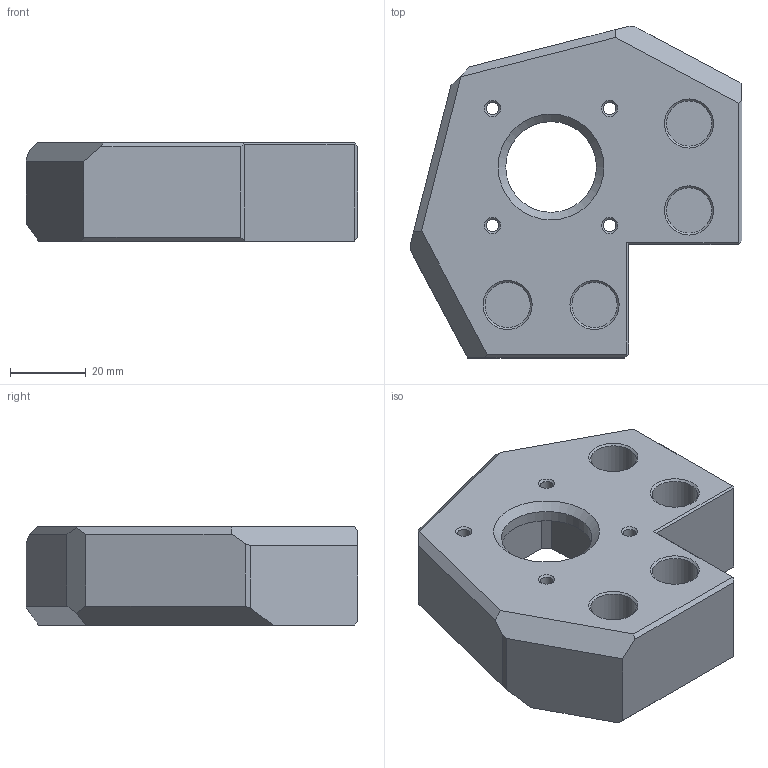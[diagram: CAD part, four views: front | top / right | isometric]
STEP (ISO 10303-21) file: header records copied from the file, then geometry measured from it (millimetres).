
FILE_DESCRIPTION(/* description */ ('STEP AP214'),/* implementation_level */ '2;1');
FILE_NAME(/* name */ '603a469583511015a261eee6',/* time_stamp */ '2021-02-27T13:18:14+00:00',/* author */ (''),/* organization */ (''),/* preprocessor_version */ 'ST-DEVELOPER v18.1',/* originating_system */ ' ',/* authorisation */ ' ');
FILE_SCHEMA (('AUTOMOTIVE_DESIGN {1 0 10303 214 3 1 1}'));
Length unit declared in the file: metre
Products named in the file (1): lead_screw_motor_cage_front
Bounding box: 87.81 x 87.81 x 26 mm (x, y, z)
Volume: 95465.3 mm3; surface area: 24767.3 mm2
Topology: 1 solids, 1 shells, 66 faces, 154 edges, 99 vertices
Faces by surface type: plane 44, cylinder 13, cone 9
Full cylindrical faces by diameter (mm): 3.3 x4, 7.3 x4, 12 x4, 24 x1
Entity records: 1796 total; most frequent: DIRECTION 300, CARTESIAN_POINT 296, ORIENTED_EDGE 262, EDGE_CURVE 131, EDGE_LOOP 107, FACE_BOUND 107, AXIS2_PLACEMENT_3D 102, VERTEX_POINT 98
